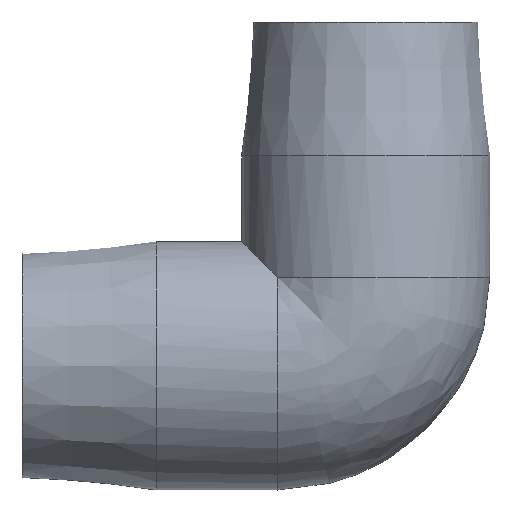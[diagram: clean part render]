
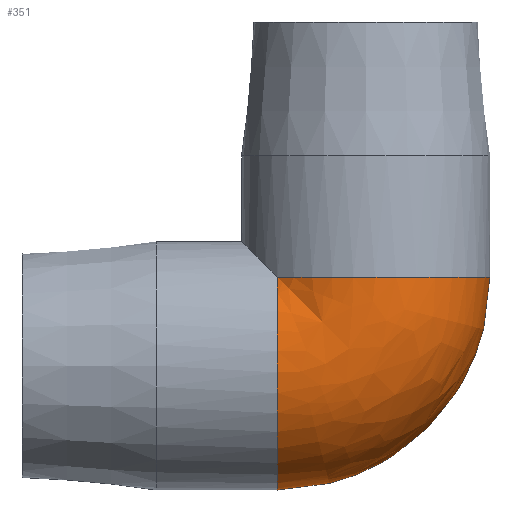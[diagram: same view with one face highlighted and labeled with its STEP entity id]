
A CAD part, front view. The second image highlights one B-rep face of the part: STEP entity #351.
In plain terms, the highlighted free-form (B-spline) face has degree [2, 2] with [9, 3] control points.
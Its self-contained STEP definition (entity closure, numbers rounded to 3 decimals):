
#31=(
BOUNDED_SURFACE()
B_SPLINE_SURFACE(2,2,((#590,#591,#592),(#593,#594,#595),(#596,#597,#598),
(#599,#600,#601),(#602,#603,#604),(#605,#606,#607),(#608,#609,#610),(#611,
#612,#613),(#614,#615,#616)),.UNSPECIFIED.,.F.,.F.,.F.)
B_SPLINE_SURFACE_WITH_KNOTS((3,2,2,2,3),(3,3),(-2.362,-1.181,
0.,1.181,2.362),(0.,1.571),
 .UNSPECIFIED.)
GEOMETRIC_REPRESENTATION_ITEM()
RATIONAL_B_SPLINE_SURFACE(((1.,0.707,1.),(0.831,
0.587,0.831),(1.,0.707,1.),(0.831,
0.587,0.831),(1.,0.707,1.),(0.831,
0.587,0.831),(1.,0.707,1.),(0.831,
0.587,0.831),(1.,0.707,1.)))
REPRESENTATION_ITEM('')
SURFACE()
);
#75=FACE_OUTER_BOUND('',#111,.T.);
#111=EDGE_LOOP('',(#269,#270));
#168=CIRCLE('',#393,18.);
#169=CIRCLE('',#394,18.);
#198=VERTEX_POINT('',#617);
#199=VERTEX_POINT('',#618);
#230=EDGE_CURVE('',#198,#199,#168,.T.);
#231=EDGE_CURVE('',#199,#198,#169,.T.);
#269=ORIENTED_EDGE('',*,*,#230,.T.);
#270=ORIENTED_EDGE('',*,*,#231,.T.);
#351=ADVANCED_FACE('',(#75),#31,.F.);
#393=AXIS2_PLACEMENT_3D('',#619,#471,#472);
#394=AXIS2_PLACEMENT_3D('',#620,#473,#474);
#471=DIRECTION('center_axis',(0.,0.,
-1.));
#472=DIRECTION('ref_axis',(-1.,0.,0.));
#473=DIRECTION('center_axis',(1.,0.,0.));
#474=DIRECTION('ref_axis',(0.,0.,-1.));
#590=CARTESIAN_POINT('Ctrl Pts',(-12.8,12.655,12.8));
#591=CARTESIAN_POINT('Ctrl Pts',(-12.8,12.655,12.8));
#592=CARTESIAN_POINT('Ctrl Pts',(-12.8,12.655,12.8));
#593=CARTESIAN_POINT('Ctrl Pts',(-12.8,21.234,4.318));
#594=CARTESIAN_POINT('Ctrl Pts',(-4.318,21.234,4.318));
#595=CARTESIAN_POINT('Ctrl Pts',(-4.318,21.234,12.8));
#596=CARTESIAN_POINT('Ctrl Pts',(-12.8,16.649,-6.841));
#597=CARTESIAN_POINT('Ctrl Pts',(6.841,16.649,-6.841));
#598=CARTESIAN_POINT('Ctrl Pts',(6.841,16.649,12.8));
#599=CARTESIAN_POINT('Ctrl Pts',(-12.8,12.064,-18.));
#600=CARTESIAN_POINT('Ctrl Pts',(18.,12.064,-18.));
#601=CARTESIAN_POINT('Ctrl Pts',(18.,12.064,12.8));
#602=CARTESIAN_POINT('Ctrl Pts',(-12.8,0.,-18.));
#603=CARTESIAN_POINT('Ctrl Pts',(18.,0.,-18.));
#604=CARTESIAN_POINT('Ctrl Pts',(18.,0.,12.8));
#605=CARTESIAN_POINT('Ctrl Pts',(-12.8,-12.064,-18.));
#606=CARTESIAN_POINT('Ctrl Pts',(18.,-12.064,-18.));
#607=CARTESIAN_POINT('Ctrl Pts',(18.,-12.064,12.8));
#608=CARTESIAN_POINT('Ctrl Pts',(-12.8,-16.649,-6.841));
#609=CARTESIAN_POINT('Ctrl Pts',(6.841,-16.649,-6.841));
#610=CARTESIAN_POINT('Ctrl Pts',(6.841,-16.649,12.8));
#611=CARTESIAN_POINT('Ctrl Pts',(-12.8,-21.234,4.318));
#612=CARTESIAN_POINT('Ctrl Pts',(-4.318,-21.234,4.318));
#613=CARTESIAN_POINT('Ctrl Pts',(-4.318,-21.234,12.8));
#614=CARTESIAN_POINT('Ctrl Pts',(-12.8,-12.655,12.8));
#615=CARTESIAN_POINT('Ctrl Pts',(-12.8,-12.655,12.8));
#616=CARTESIAN_POINT('Ctrl Pts',(-12.8,-12.655,12.8));
#617=CARTESIAN_POINT('',(-12.8,12.655,12.8));
#618=CARTESIAN_POINT('',(-12.8,-12.655,12.8));
#619=CARTESIAN_POINT('Origin',(0.,0.,
12.8));
#620=CARTESIAN_POINT('Origin',(-12.8,0.,0.));
